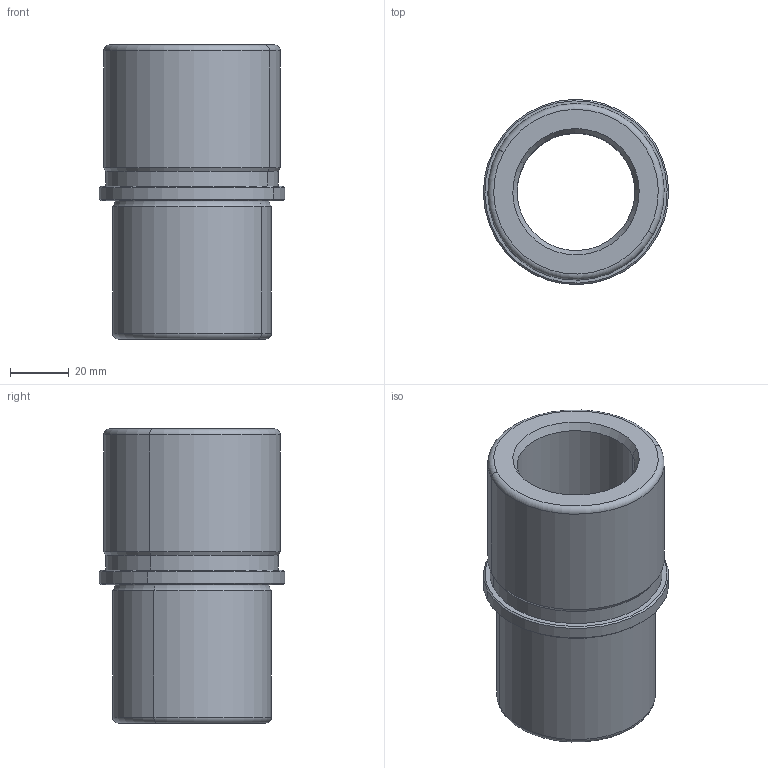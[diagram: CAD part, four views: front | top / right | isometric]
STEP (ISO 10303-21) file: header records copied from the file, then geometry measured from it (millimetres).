
FILE_DESCRIPTION(('CATIA V5 STEP Exchange'),'2;1');
FILE_NAME('RDBG200L.4010047.stp','2017-07-02T21:35:21+00:00',('none'),('none'),'CATIA Version 5 Release 19 GA (IN-10)','CATIA V5 STEP AP203','none');
FILE_SCHEMA(('CONFIG_CONTROL_DESIGN'));
Length unit declared in the file: millimetre
Products named in the file (1): RDBG200L.4010047
Bounding box: 62.98 x 62.98 x 100 mm (x, y, z)
Volume: 131769.2 mm3; surface area: 33982 mm2
Topology: 1 solids, 1 shells, 30 faces, 65 edges, 44 vertices
Faces by surface type: cylinder 10, cone 10, torus 6, plane 4
Entity records: 794 total; most frequent: CARTESIAN_POINT 133, ORIENTED_EDGE 120, DIRECTION 109, AXIS2_PLACEMENT_3D 65, EDGE_CURVE 60, CIRCLE 42, EDGE_LOOP 34, VERTEX_POINT 34
